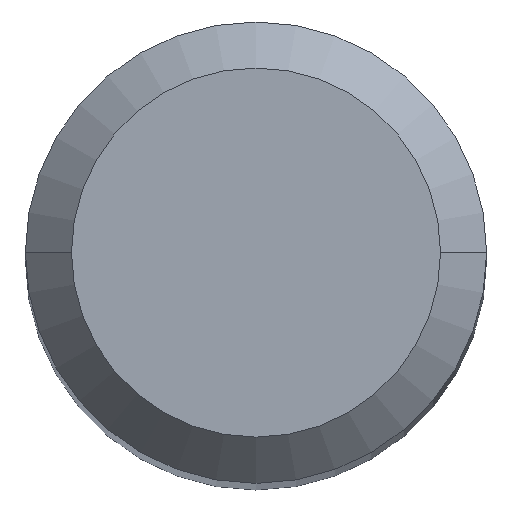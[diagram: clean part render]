
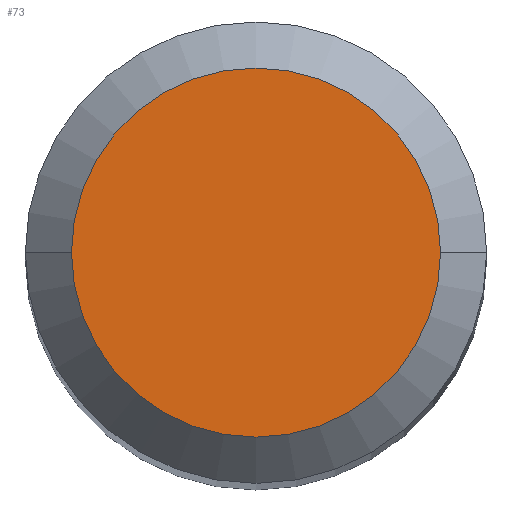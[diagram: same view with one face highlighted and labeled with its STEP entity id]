
A CAD part, top view. The second image highlights one B-rep face of the part: STEP entity #73.
In plain terms, the highlighted planar face has unit normal (0, 0, 1).
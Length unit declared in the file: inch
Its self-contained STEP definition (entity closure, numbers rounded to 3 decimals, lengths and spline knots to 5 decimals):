
#13 = PLANE ( 'NONE',  #422 ) ;
#17 = DIRECTION ( 'NONE',  ( 1., 0., 0. ) ) ;
#26 = VERTEX_POINT ( 'NONE', #106 ) ;
#34 = EDGE_LOOP ( 'NONE', ( #451, #173 ) ) ;
#73 = ADVANCED_FACE ( 'NONE', ( #78 ), #13, .F. ) ;
#78 = FACE_OUTER_BOUND ( 'NONE', #34, .T. ) ;
#80 = DIRECTION ( 'NONE',  ( 0., 0., -1. ) ) ;
#106 = CARTESIAN_POINT ( 'NONE',  ( -0.04724, 0., 0. ) ) ;
#173 = ORIENTED_EDGE ( 'NONE', *, *, #470, .T. ) ;
#182 = AXIS2_PLACEMENT_3D ( 'NONE', #450, #295, #298 ) ;
#212 = VERTEX_POINT ( 'NONE', #266 ) ;
#266 = CARTESIAN_POINT ( 'NONE',  ( 0.04724, 0., 0. ) ) ;
#279 = CIRCLE ( 'NONE', #182, 0.04724 ) ;
#280 = CARTESIAN_POINT ( 'NONE',  ( 0., 0., 0. ) ) ;
#289 = CIRCLE ( 'NONE', #406, 0.04724 ) ;
#292 = DIRECTION ( 'NONE',  ( 0., 0., 1. ) ) ;
#295 = DIRECTION ( 'NONE',  ( 0., 0., 1. ) ) ;
#298 = DIRECTION ( 'NONE',  ( 1., 0., 0. ) ) ;
#303 = EDGE_CURVE ( 'NONE', #26, #212, #279, .T. ) ;
#344 = DIRECTION ( 'NONE',  ( -1., 0., 0. ) ) ;
#359 = CARTESIAN_POINT ( 'NONE',  ( 0., 0., 0. ) ) ;
#406 = AXIS2_PLACEMENT_3D ( 'NONE', #359, #292, #17 ) ;
#422 = AXIS2_PLACEMENT_3D ( 'NONE', #280, #80, #344 ) ;
#450 = CARTESIAN_POINT ( 'NONE',  ( 0., 0., 0. ) ) ;
#451 = ORIENTED_EDGE ( 'NONE', *, *, #303, .T. ) ;
#470 = EDGE_CURVE ( 'NONE', #212, #26, #289, .T. ) ;
